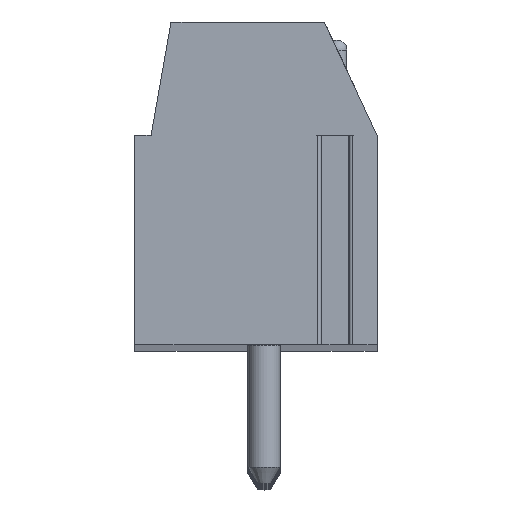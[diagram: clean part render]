
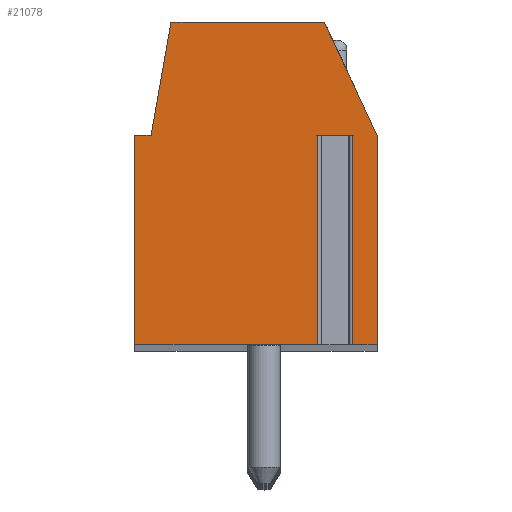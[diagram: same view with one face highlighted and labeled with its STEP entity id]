
A CAD part, top view. The second image highlights one B-rep face of the part: STEP entity #21078.
In plain terms, the highlighted planar face has unit normal (0, 0, 1).
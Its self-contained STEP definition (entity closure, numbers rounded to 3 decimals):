
#13=DIRECTION('',(-1.,0.,0.));
#14=VECTOR('',#13,1.097);
#15=CARTESIAN_POINT('',(2.998,1.5,109.22));
#16=LINE('',#15,#14);
#17=DIRECTION('',(0.,-1.,0.));
#18=VECTOR('',#17,6.5);
#19=CARTESIAN_POINT('',(1.902,1.5,109.22));
#20=LINE('',#19,#18);
#21=DIRECTION('',(1.,0.,0.));
#22=VECTOR('',#21,5.652);
#23=CARTESIAN_POINT('',(-3.75,-5.,109.22));
#24=LINE('',#23,#22);
#25=DIRECTION('',(0.,-1.,0.));
#26=VECTOR('',#25,6.5);
#27=CARTESIAN_POINT('',(-3.75,1.5,109.22));
#28=LINE('',#27,#26);
#29=DIRECTION('',(-1.,0.,0.));
#30=VECTOR('',#29,0.5);
#31=CARTESIAN_POINT('',(-3.25,1.5,109.22));
#32=LINE('',#31,#30);
#33=DIRECTION('',(-0.174,-0.985,0.));
#34=VECTOR('',#33,3.554);
#35=CARTESIAN_POINT('',(-2.633,5.,109.22));
#36=LINE('',#35,#34);
#37=DIRECTION('',(-1.,0.,0.));
#38=VECTOR('',#37,4.751);
#39=CARTESIAN_POINT('',(2.118,5.,109.22));
#40=LINE('',#39,#38);
#41=DIRECTION('',(-0.423,0.906,0.));
#42=VECTOR('',#41,3.862);
#43=CARTESIAN_POINT('',(3.75,1.5,109.22));
#44=LINE('',#43,#42);
#45=DIRECTION('',(0.,1.,0.));
#46=VECTOR('',#45,6.5);
#47=CARTESIAN_POINT('',(3.75,-5.,109.22));
#48=LINE('',#47,#46);
#49=DIRECTION('',(1.,0.,0.));
#50=VECTOR('',#49,0.752);
#51=CARTESIAN_POINT('',(2.998,-5.,109.22));
#52=LINE('',#51,#50);
#53=DIRECTION('',(0.,-1.,0.));
#54=VECTOR('',#53,6.5);
#55=CARTESIAN_POINT('',(2.998,1.5,109.22));
#56=LINE('',#55,#54);
#16721=CARTESIAN_POINT('',(-2.633,5.,109.22));
#16722=CARTESIAN_POINT('',(-3.25,1.5,109.22));
#16723=VERTEX_POINT('',#16721);
#16724=VERTEX_POINT('',#16722);
#16725=CARTESIAN_POINT('',(-3.75,1.5,109.22));
#16726=VERTEX_POINT('',#16725);
#16727=CARTESIAN_POINT('',(-3.75,-5.,109.22));
#16728=VERTEX_POINT('',#16727);
#16729=CARTESIAN_POINT('',(3.75,-5.,109.22));
#16730=CARTESIAN_POINT('',(3.75,1.5,109.22));
#16731=VERTEX_POINT('',#16729);
#16732=VERTEX_POINT('',#16730);
#16733=CARTESIAN_POINT('',(2.118,5.,109.22));
#16734=VERTEX_POINT('',#16733);
#16793=CARTESIAN_POINT('',(2.998,1.5,109.22));
#16794=CARTESIAN_POINT('',(1.902,1.5,109.22));
#16795=VERTEX_POINT('',#16793);
#16796=VERTEX_POINT('',#16794);
#16797=CARTESIAN_POINT('',(1.902,-5.,109.22));
#16798=VERTEX_POINT('',#16797);
#16799=CARTESIAN_POINT('',(2.998,-5.,109.22));
#16800=VERTEX_POINT('',#16799);
#21049=CARTESIAN_POINT('',(0.,0.,109.22));
#21050=DIRECTION('',(0.,0.,1.));
#21051=DIRECTION('',(1.,0.,0.));
#21052=AXIS2_PLACEMENT_3D('',#21049,#21050,#21051);
#21053=PLANE('',#21052);
#21055=ORIENTED_EDGE('',*,*,#21054,.T.);
#21057=ORIENTED_EDGE('',*,*,#21056,.T.);
#21059=ORIENTED_EDGE('',*,*,#21058,.F.);
#21061=ORIENTED_EDGE('',*,*,#21060,.F.);
#21063=ORIENTED_EDGE('',*,*,#21062,.F.);
#21065=ORIENTED_EDGE('',*,*,#21064,.F.);
#21067=ORIENTED_EDGE('',*,*,#21066,.F.);
#21069=ORIENTED_EDGE('',*,*,#21068,.F.);
#21071=ORIENTED_EDGE('',*,*,#21070,.F.);
#21073=ORIENTED_EDGE('',*,*,#21072,.F.);
#21075=ORIENTED_EDGE('',*,*,#21074,.F.);
#21076=EDGE_LOOP('',(#21055,#21057,#21059,#21061,#21063,#21065,#21067,#21069,
#21071,#21073,#21075));
#21077=FACE_OUTER_BOUND('',#21076,.F.);
#21054=EDGE_CURVE('',#16795,#16796,#16,.T.);
#21056=EDGE_CURVE('',#16796,#16798,#20,.T.);
#21058=EDGE_CURVE('',#16728,#16798,#24,.T.);
#21060=EDGE_CURVE('',#16726,#16728,#28,.T.);
#21062=EDGE_CURVE('',#16724,#16726,#32,.T.);
#21064=EDGE_CURVE('',#16723,#16724,#36,.T.);
#21066=EDGE_CURVE('',#16734,#16723,#40,.T.);
#21068=EDGE_CURVE('',#16732,#16734,#44,.T.);
#21070=EDGE_CURVE('',#16731,#16732,#48,.T.);
#21072=EDGE_CURVE('',#16800,#16731,#52,.T.);
#21074=EDGE_CURVE('',#16795,#16800,#56,.T.);
#21078=ADVANCED_FACE('',(#21077),#21053,.T.);
